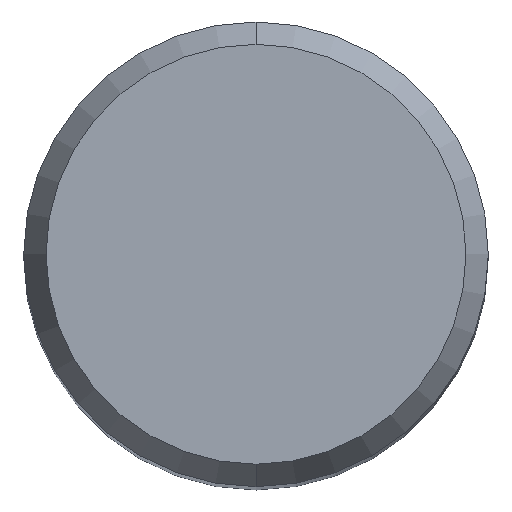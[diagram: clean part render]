
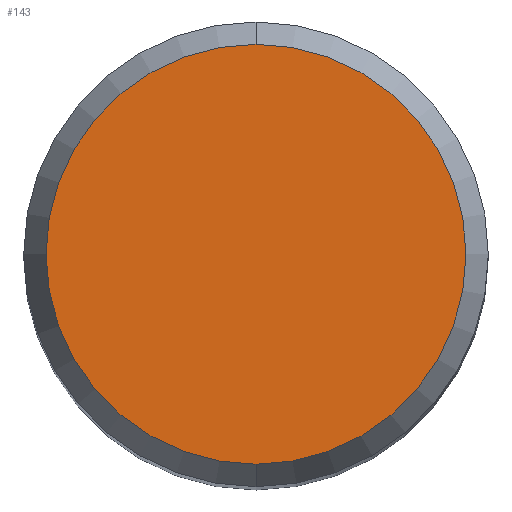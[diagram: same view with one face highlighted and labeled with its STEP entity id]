
A CAD part, top view. The second image highlights one B-rep face of the part: STEP entity #143.
In plain terms, the highlighted planar face has unit normal (0, 0, 1).
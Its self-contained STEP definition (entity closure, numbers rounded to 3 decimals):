
#143=ADVANCED_FACE('',(#297),#298,.T.);
#169=VERTEX_POINT('',#327);
#173=VERTEX_POINT('',#332);
#187=EDGE_CURVE('',#173,#169,#347,.T.);
#227=EDGE_CURVE('',#169,#173,#395,.T.);
#297=FACE_OUTER_BOUND('',#473,.T.);
#298=PLANE('',#474);
#327=CARTESIAN_POINT('',(0.,-4.304,0.));
#332=CARTESIAN_POINT('',(0.0,4.304,0.));
#347=CIRCLE('',#538,4.304);
#395=CIRCLE('',#597,4.304);
#473=EDGE_LOOP('',(#647,#648));
#474=AXIS2_PLACEMENT_3D('',#649,#650,#651);
#538=AXIS2_PLACEMENT_3D('',#712,#713,#714);
#597=AXIS2_PLACEMENT_3D('',#790,#791,#792);
#647=ORIENTED_EDGE('',*,*,#187,.F.);
#648=ORIENTED_EDGE('',*,*,#227,.F.);
#649=CARTESIAN_POINT('',(0.0,2.152,0.));
#650=DIRECTION('',(-0.0,0.0,1.0));
#651=DIRECTION('',(0.0,-1.0,0.0));
#712=CARTESIAN_POINT('',(0.0,0.0,0.));
#713=DIRECTION('',(0.0,0.0,-1.0));
#714=DIRECTION('',(0.0,1.0,0.0));
#790=CARTESIAN_POINT('',(0.0,0.0,0.));
#791=DIRECTION('',(0.0,0.0,-1.0));
#792=DIRECTION('',(0.0,1.0,0.0));
